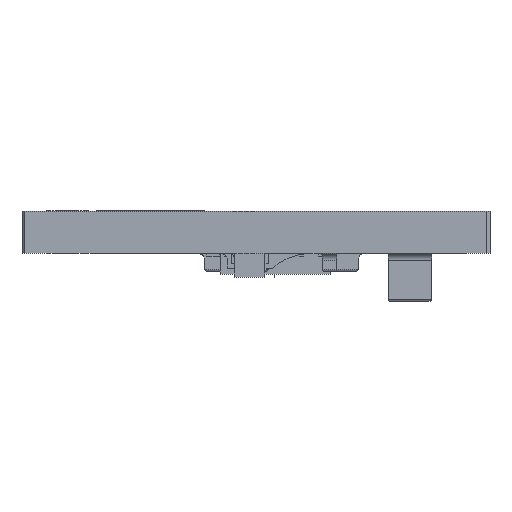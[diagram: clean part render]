
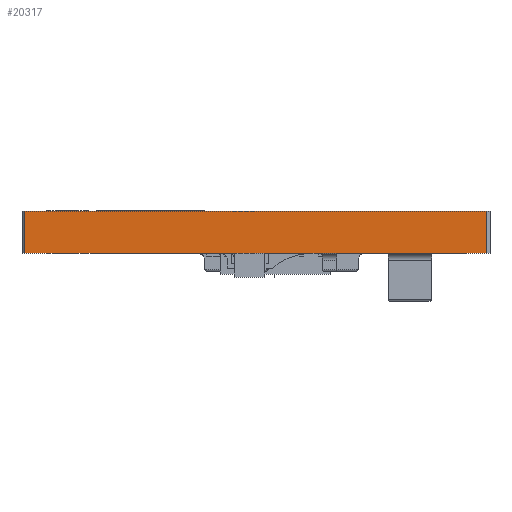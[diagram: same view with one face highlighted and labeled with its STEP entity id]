
A CAD part, front view. The second image highlights one B-rep face of the part: STEP entity #20317.
In plain terms, the highlighted planar face has unit normal (0, -1, 0).
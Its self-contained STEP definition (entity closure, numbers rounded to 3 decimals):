
#1324=PLANE('',#21600);
#2178=FACE_OUTER_BOUND('',#3329,.T.);
#3329=EDGE_LOOP('',(#14998,#14999,#15000,#15001));
#4871=LINE('',#27648,#7091);
#4874=LINE('',#27655,#7094);
#4875=LINE('',#27656,#7095);
#4876=LINE('',#27657,#7096);
#7091=VECTOR('',#23465,1000.);
#7094=VECTOR('',#23470,1000.);
#7095=VECTOR('',#23471,1000.);
#7096=VECTOR('',#23472,1000.);
#9363=VERTEX_POINT('',#27645);
#9364=VERTEX_POINT('',#27647);
#9366=VERTEX_POINT('',#27653);
#9367=VERTEX_POINT('',#27654);
#11575=EDGE_CURVE('',#9363,#9364,#4871,.T.);
#11578=EDGE_CURVE('',#9366,#9367,#4874,.T.);
#11579=EDGE_CURVE('',#9364,#9366,#4875,.T.);
#11580=EDGE_CURVE('',#9367,#9363,#4876,.T.);
#14998=ORIENTED_EDGE('',*,*,#11578,.F.);
#14999=ORIENTED_EDGE('',*,*,#11579,.F.);
#15000=ORIENTED_EDGE('',*,*,#11575,.F.);
#15001=ORIENTED_EDGE('',*,*,#11580,.F.);
#20317=ADVANCED_FACE('',(#2178),#1324,.T.);
#21600=AXIS2_PLACEMENT_3D('',#27652,#23468,#23469);
#23465=DIRECTION('',(0.,0.,1.));
#23468=DIRECTION('center_axis',(0.,-1.,0.));
#23469=DIRECTION('ref_axis',(0.,0.,-1.));
#23470=DIRECTION('',(0.,0.,-1.));
#23471=DIRECTION('',(1.,0.,0.));
#23472=DIRECTION('',(-1.,0.,0.));
#27645=CARTESIAN_POINT('',(-7.7,-10.4,-0.7));
#27647=CARTESIAN_POINT('',(-7.7,-10.4,0.7));
#27648=CARTESIAN_POINT('',(-7.7,-10.4,0.));
#27652=CARTESIAN_POINT('Origin',(-7.8,-10.4,0.));
#27653=CARTESIAN_POINT('',(7.7,-10.4,0.7));
#27654=CARTESIAN_POINT('',(7.7,-10.4,-0.7));
#27655=CARTESIAN_POINT('',(7.7,-10.4,0.));
#27656=CARTESIAN_POINT('',(-7.8,-10.4,0.7));
#27657=CARTESIAN_POINT('',(-7.8,-10.4,-0.7));
